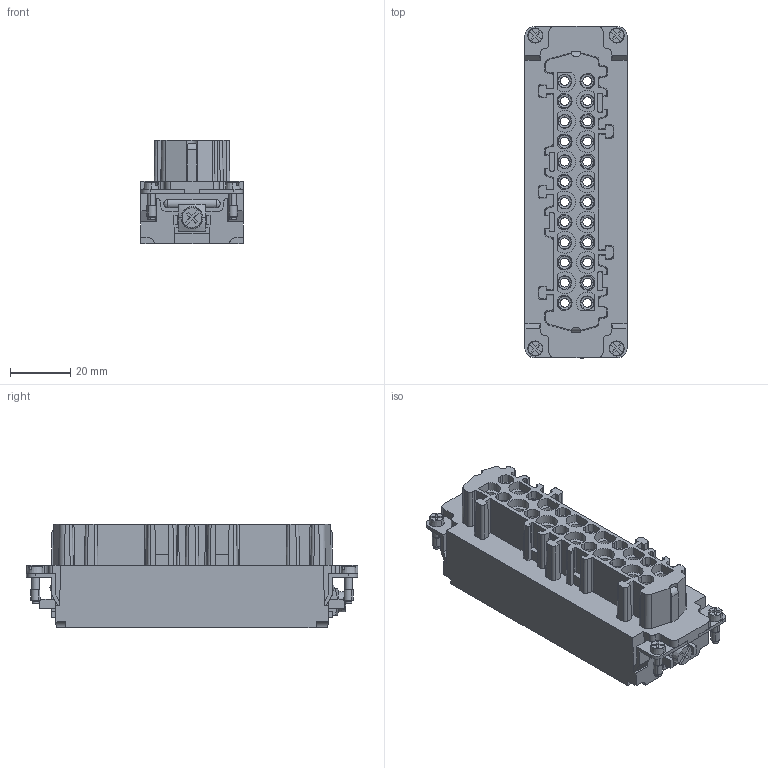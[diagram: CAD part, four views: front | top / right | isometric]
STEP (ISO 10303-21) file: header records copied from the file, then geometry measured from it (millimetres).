
FILE_DESCRIPTION(('Creo Elements/Direct Modeling STEP Export'),'2;1');
FILE_NAME('model.stp','2020-05-27T 9:25:24',(''),(''),'Creo Elements/Direct Modeling STEP processor for AP214 (Solid Model)','Creo Elements/Direct Modeling 20.1A 29-Sep-2018 (C) Parametric Technology GmbH','');
FILE_SCHEMA(('AUTOMOTIVE_DESIGN { 1 0 10303 214 1 1 1 1 }'));
Length unit declared in the file: millimetre
Products named in the file (2): HC_B24_I_CT_F-select
Assembly tree (1 placements, depth 2):
  HC_B24_I_CT_F-select
    HC_B24_I_CT_F-select
Bounding box: 34 x 110.3 x 34.55 mm (x, y, z)
Volume: 72589 mm3; surface area: 30673.8 mm2
Topology: 1 solids, 1 shells, 817 faces, 2208 edges, 1449 vertices
Faces by surface type: plane 435, cylinder 262, cone 116, sphere 4
Entity records: 31329 total; most frequent: CARTESIAN_POINT 4926, ORIENTED_EDGE 4416, DIRECTION 3828, EDGE_CURVE 2208, VERTEX_POINT 1449, VECTOR 1388, LINE 1388, AXIS2_PLACEMENT_3D 1220
